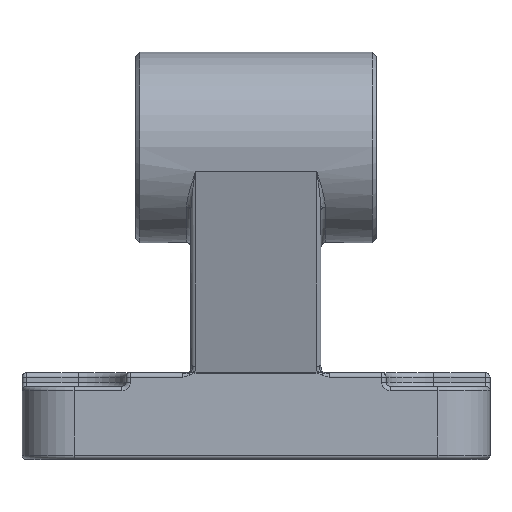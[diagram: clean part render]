
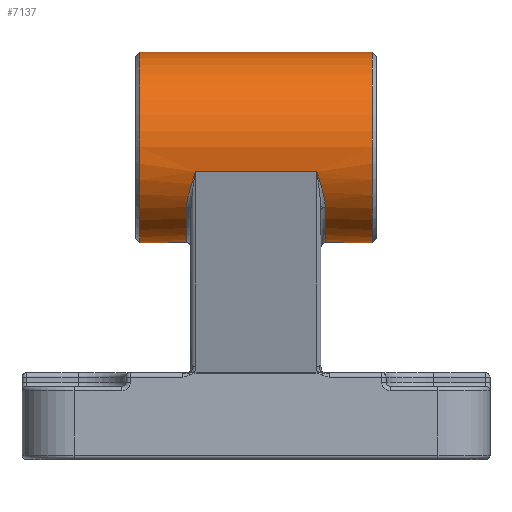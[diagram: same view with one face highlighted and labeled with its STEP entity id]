
A CAD part, top view. The second image highlights one B-rep face of the part: STEP entity #7137.
In plain terms, the highlighted cylindrical face has radius 11 mm (diameter 22 mm), a full revolution.
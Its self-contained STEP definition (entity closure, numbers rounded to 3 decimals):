
#7018=CARTESIAN_POINT('',(-13.4,47.0,13.));
#7019=VERTEX_POINT('',#7018);
#7020=CARTESIAN_POINT('',(-13.4,36.0,13.));
#7021=DIRECTION('',(-1.0,0.0,0.0));
#7022=DIRECTION('',(0.0,-1.0,0.0));
#7023=AXIS2_PLACEMENT_3D('',#7020,#7021,#7022);
#7024=CIRCLE('',#7023,11.0);
#7025=EDGE_CURVE('',#7019,#7019,#7024,.T.);
#7030=CARTESIAN_POINT('',(0.0,36.0,13.));
#7031=DIRECTION('',(1.0,0.0,0.0));
#7032=DIRECTION('',(0.0,-1.0,0.0));
#7033=AXIS2_PLACEMENT_3D('',#7030,#7031,#7032);
#7034=CYLINDRICAL_SURFACE('',#7033,11.0);
#7035=CARTESIAN_POINT('',(13.4,47.0,13.0));
#7036=VERTEX_POINT('',#7035);
#7037=CARTESIAN_POINT('',(13.4,36.0,13.));
#7038=DIRECTION('',(1.0,0.0,0.0));
#7039=DIRECTION('',(0.0,-1.0,0.0));
#7040=AXIS2_PLACEMENT_3D('',#7037,#7038,#7039);
#7041=CIRCLE('',#7040,11.0);
#7042=EDGE_CURVE('',#7036,#7036,#7041,.T.);
#7043=ORIENTED_EDGE('',*,*,#7042,.F.);
#7044=EDGE_LOOP('',(#7043));
#7045=FACE_OUTER_BOUND('',#7044,.T.);
#7046=CARTESIAN_POINT('',(8.0,29.094,21.562));
#7047=VERTEX_POINT('',#7046);
#7048=CARTESIAN_POINT('',(7.0,33.187,23.634));
#7049=VERTEX_POINT('',#7048);
#7050=CARTESIAN_POINT('',(8.,29.094,21.562));
#7051=CARTESIAN_POINT('',(8.,29.827,22.153));
#7052=CARTESIAN_POINT('',(7.718,30.894,22.805));
#7053=CARTESIAN_POINT('',(7.286,32.305,23.374));
#7054=CARTESIAN_POINT('',(7.096,32.885,23.554));
#7055=CARTESIAN_POINT('',(7.002,33.179,23.632));
#7056=CARTESIAN_POINT('',(7.001,33.183,23.633));
#7057=CARTESIAN_POINT('',(7.0,33.187,23.634));
#7058=B_SPLINE_CURVE_WITH_KNOTS('',3,(#7050,#7051,#7052,#7053,#7054,#7055,#7056,#7057),.UNSPECIFIED.,.F.,.U.,(4,1,1,2,4),(0.,0.295,0.394,0.492,0.493),.UNSPECIFIED.);
#7059=EDGE_CURVE('',#7047,#7049,#7058,.T.);
#7060=ORIENTED_EDGE('',*,*,#7059,.F.);
#7061=CARTESIAN_POINT('',(8.,37.826,2.153));
#7062=VERTEX_POINT('',#7061);
#7063=CARTESIAN_POINT('',(8.0,36.0,13.));
#7064=DIRECTION('',(-1.0,0.0,0.0));
#7065=DIRECTION('',(0.0,-0.912,-0.41));
#7066=AXIS2_PLACEMENT_3D('',#7063,#7064,#7065);
#7067=CIRCLE('',#7066,11.0);
#7068=EDGE_CURVE('',#7062,#7047,#7067,.T.);
#7069=ORIENTED_EDGE('',*,*,#7068,.F.);
#7070=CARTESIAN_POINT('',(7.0,42.091,3.84));
#7071=VERTEX_POINT('',#7070);
#7072=CARTESIAN_POINT('',(7.0,42.091,3.84));
#7073=CARTESIAN_POINT('',(7.001,42.088,3.838));
#7074=CARTESIAN_POINT('',(7.002,42.085,3.836));
#7075=CARTESIAN_POINT('',(7.189,41.58,3.501));
#7076=CARTESIAN_POINT('',(7.472,40.778,3.059));
#7077=CARTESIAN_POINT('',(7.852,39.355,2.493));
#7078=CARTESIAN_POINT('',(8.,38.444,2.257));
#7079=CARTESIAN_POINT('',(8.,37.826,2.153));
#7080=B_SPLINE_CURVE_WITH_KNOTS('',3,(#7072,#7073,#7074,#7075,#7076,#7077,#7078,#7079),.UNSPECIFIED.,.F.,.U.,(4,2,1,1,4),(-0.001,0.0,0.197,0.295,0.492),.UNSPECIFIED.);
#7081=EDGE_CURVE('',#7071,#7062,#7080,.T.);
#7082=ORIENTED_EDGE('',*,*,#7081,.F.);
#7083=CARTESIAN_POINT('',(-7.0,42.091,3.84));
#7084=VERTEX_POINT('',#7083);
#7085=CARTESIAN_POINT('',(-7.0,42.091,3.84));
#7086=DIRECTION('',(1.0,0.0,0.0));
#7087=VECTOR('',#7086,14.0);
#7088=LINE('',#7085,#7087);
#7089=EDGE_CURVE('',#7084,#7071,#7088,.T.);
#7090=ORIENTED_EDGE('',*,*,#7089,.F.);
#7091=CARTESIAN_POINT('',(-8.0,37.826,2.153));
#7092=VERTEX_POINT('',#7091);
#7093=CARTESIAN_POINT('',(-8.,37.826,2.153));
#7094=CARTESIAN_POINT('',(-8.,38.754,2.309));
#7095=CARTESIAN_POINT('',(-7.718,39.95,2.675));
#7096=CARTESIAN_POINT('',(-7.286,41.312,3.354));
#7097=CARTESIAN_POINT('',(-7.096,41.831,3.668));
#7098=CARTESIAN_POINT('',(-7.002,42.085,3.836));
#7099=CARTESIAN_POINT('',(-7.001,42.088,3.838));
#7100=CARTESIAN_POINT('',(-7.,42.091,3.84));
#7101=B_SPLINE_CURVE_WITH_KNOTS('',3,(#7093,#7094,#7095,#7096,#7097,#7098,#7099,#7100),.UNSPECIFIED.,.F.,.U.,(4,1,1,2,4),(0.,0.295,0.394,0.492,0.493),.UNSPECIFIED.);
#7102=EDGE_CURVE('',#7092,#7084,#7101,.T.);
#7103=ORIENTED_EDGE('',*,*,#7102,.F.);
#7104=CARTESIAN_POINT('',(-8.,29.094,21.562));
#7105=VERTEX_POINT('',#7104);
#7106=CARTESIAN_POINT('',(-8.0,36.0,13.));
#7107=DIRECTION('',(1.0,0.0,0.0));
#7108=DIRECTION('',(0.0,-0.912,-0.41));
#7109=AXIS2_PLACEMENT_3D('',#7106,#7107,#7108);
#7110=CIRCLE('',#7109,11.0);
#7111=EDGE_CURVE('',#7105,#7092,#7110,.T.);
#7112=ORIENTED_EDGE('',*,*,#7111,.F.);
#7113=CARTESIAN_POINT('',(-7.0,33.187,23.634));
#7114=VERTEX_POINT('',#7113);
#7115=CARTESIAN_POINT('',(-7.0,33.187,23.634));
#7116=CARTESIAN_POINT('',(-7.001,33.183,23.633));
#7117=CARTESIAN_POINT('',(-7.002,33.179,23.632));
#7118=CARTESIAN_POINT('',(-7.189,32.594,23.477));
#7119=CARTESIAN_POINT('',(-7.472,31.731,23.17));
#7120=CARTESIAN_POINT('',(-7.852,30.363,22.481));
#7121=CARTESIAN_POINT('',(-8.0,29.583,21.956));
#7122=CARTESIAN_POINT('',(-8.,29.094,21.562));
#7123=B_SPLINE_CURVE_WITH_KNOTS('',3,(#7115,#7116,#7117,#7118,#7119,#7120,#7121,#7122),.UNSPECIFIED.,.F.,.U.,(4,2,1,1,4),(-0.001,0.0,0.197,0.295,0.492),.UNSPECIFIED.);
#7124=EDGE_CURVE('',#7114,#7105,#7123,.T.);
#7125=ORIENTED_EDGE('',*,*,#7124,.F.);
#7126=CARTESIAN_POINT('',(-7.0,33.187,23.634));
#7127=DIRECTION('',(1.0,0.0,0.0));
#7128=VECTOR('',#7127,14.0);
#7129=LINE('',#7126,#7128);
#7130=EDGE_CURVE('',#7114,#7049,#7129,.T.);
#7131=ORIENTED_EDGE('',*,*,#7130,.T.);
#7132=EDGE_LOOP('',(#7060,#7069,#7082,#7090,#7103,#7112,#7125,#7131));
#7133=FACE_BOUND('',#7132,.T.);
#7134=ORIENTED_EDGE('',*,*,#7025,.F.);
#7135=EDGE_LOOP('',(#7134));
#7136=FACE_BOUND('',#7135,.T.);
#7137=ADVANCED_FACE('',(#7045,#7133,#7136),#7034,.T.);
